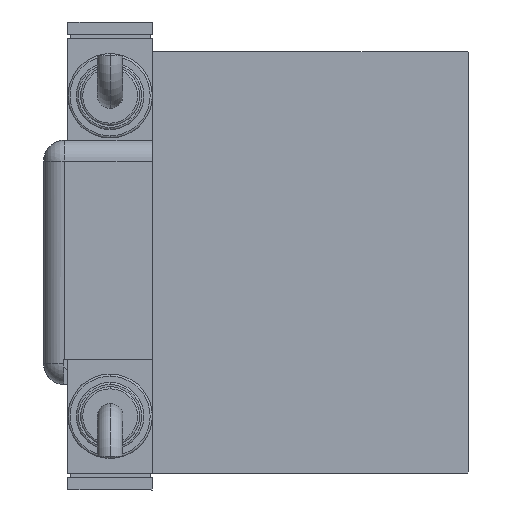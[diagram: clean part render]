
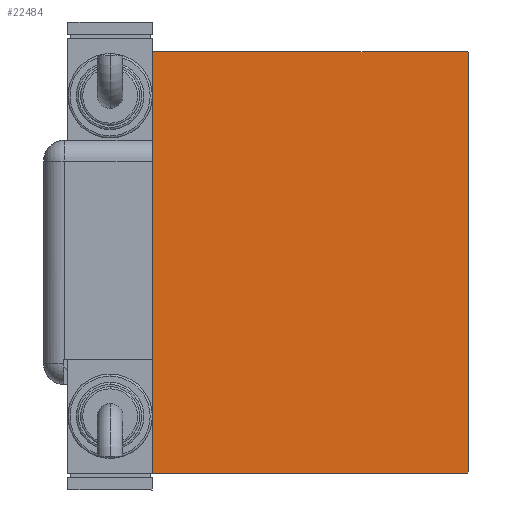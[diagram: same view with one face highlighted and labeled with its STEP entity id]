
A CAD part, left-side view. The second image highlights one B-rep face of the part: STEP entity #22484.
In plain terms, the highlighted face is planar.
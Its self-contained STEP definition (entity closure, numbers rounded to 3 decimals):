
#879 = VERTEX_POINT ( 'NONE', #24085 ) ;
#1937 = DIRECTION ( 'NONE',  ( 0., 1., 0. ) ) ;
#3669 = LINE ( 'NONE', #4573, #54542 ) ;
#4573 = CARTESIAN_POINT ( 'NONE',  ( 193., -37.5, 50. ) ) ;
#4674 = EDGE_CURVE ( 'NONE', #31621, #42839, #37942, .T. ) ;
#4928 = VERTEX_POINT ( 'NONE', #32009 ) ;
#5321 = LINE ( 'NONE', #47019, #35680 ) ;
#5978 = DIRECTION ( 'NONE',  ( 0., 0.707, -0.707 ) ) ;
#6052 = EDGE_CURVE ( 'NONE', #4928, #36825, #13828, .T. ) ;
#6309 = CARTESIAN_POINT ( 'NONE',  ( 193., 43.6, -43.6 ) ) ;
#7397 = EDGE_CURVE ( 'NONE', #879, #22984, #5321, .T. ) ;
#8646 = ORIENTED_EDGE ( 'NONE', *, *, #41051, .T. ) ;
#8778 = DIRECTION ( 'NONE',  ( 0., 0., -1. ) ) ;
#10311 = ORIENTED_EDGE ( 'NONE', *, *, #27568, .T. ) ;
#10341 = DIRECTION ( 'NONE',  ( 0., -1., 0. ) ) ;
#10958 = LINE ( 'NONE', #34039, #51862 ) ;
#12283 = CARTESIAN_POINT ( 'NONE',  ( 193., 37.5, 49.7 ) ) ;
#12497 = FACE_OUTER_BOUND ( 'NONE', #20850, .T. ) ;
#13828 = LINE ( 'NONE', #56696, #23182 ) ;
#14632 = DIRECTION ( 'NONE',  ( 0., 0., 1. ) ) ;
#14976 = VERTEX_POINT ( 'NONE', #39143 ) ;
#15759 = ORIENTED_EDGE ( 'NONE', *, *, #7397, .T. ) ;
#17037 = EDGE_CURVE ( 'NONE', #22984, #31621, #31650, .T. ) ;
#19634 = CARTESIAN_POINT ( 'NONE',  ( 193., 37.5, 50. ) ) ;
#20850 = EDGE_LOOP ( 'NONE', ( #8646, #54338, #15759, #26393, #58510, #56290, #10311, #59069 ) ) ;
#22380 = DIRECTION ( 'NONE',  ( 0., -0.707, 0.707 ) ) ;
#22484 = ADVANCED_FACE ( 'NONE', ( #12497 ), #46595, .T. ) ;
#22984 = VERTEX_POINT ( 'NONE', #12283 ) ;
#23182 = VECTOR ( 'NONE', #5978, 1000. ) ;
#23455 = LINE ( 'NONE', #6309, #48733 ) ;
#24085 = CARTESIAN_POINT ( 'NONE',  ( 193., 37.5, -49.7 ) ) ;
#25738 = DIRECTION ( 'NONE',  ( 0., -0.707, -0.707 ) ) ;
#26393 = ORIENTED_EDGE ( 'NONE', *, *, #17037, .T. ) ;
#27568 = EDGE_CURVE ( 'NONE', #14976, #4928, #3669, .T. ) ;
#28699 = CARTESIAN_POINT ( 'NONE',  ( 193., -37.2, 50. ) ) ;
#30772 = CARTESIAN_POINT ( 'NONE',  ( 193., 0., 0. ) ) ;
#31621 = VERTEX_POINT ( 'NONE', #31958 ) ;
#31650 = LINE ( 'NONE', #35877, #57004 ) ;
#31823 = CARTESIAN_POINT ( 'NONE',  ( 193., -37.2, -50. ) ) ;
#31958 = CARTESIAN_POINT ( 'NONE',  ( 193., 37.2, 50. ) ) ;
#32009 = CARTESIAN_POINT ( 'NONE',  ( 193., -37.5, -49.7 ) ) ;
#34039 = CARTESIAN_POINT ( 'NONE',  ( 193., -37.5, -50. ) ) ;
#35135 = EDGE_CURVE ( 'NONE', #48652, #879, #23455, .T. ) ;
#35296 = DIRECTION ( 'NONE',  ( 1., 0., 0. ) ) ;
#35680 = VECTOR ( 'NONE', #14632, 1000. ) ;
#35877 = CARTESIAN_POINT ( 'NONE',  ( 193., 43.6, 43.6 ) ) ;
#36825 = VERTEX_POINT ( 'NONE', #31823 ) ;
#37052 = AXIS2_PLACEMENT_3D ( 'NONE', #30772, #35296, #45720 ) ;
#37942 = LINE ( 'NONE', #19634, #38450 ) ;
#38450 = VECTOR ( 'NONE', #10341, 1000. ) ;
#39143 = CARTESIAN_POINT ( 'NONE',  ( 193., -37.5, 49.7 ) ) ;
#39253 = LINE ( 'NONE', #53970, #50413 ) ;
#41051 = EDGE_CURVE ( 'NONE', #36825, #48652, #10958, .T. ) ;
#42839 = VERTEX_POINT ( 'NONE', #28699 ) ;
#45720 = DIRECTION ( 'NONE',  ( 0., 0., -1. ) ) ;
#46091 = CARTESIAN_POINT ( 'NONE',  ( 193., 37.2, -50. ) ) ;
#46595 = PLANE ( 'NONE',  #37052 ) ;
#47019 = CARTESIAN_POINT ( 'NONE',  ( 193., 37.5, -50. ) ) ;
#48652 = VERTEX_POINT ( 'NONE', #46091 ) ;
#48733 = VECTOR ( 'NONE', #51944, 1000. ) ;
#50413 = VECTOR ( 'NONE', #25738, 1000. ) ;
#51862 = VECTOR ( 'NONE', #1937, 1000. ) ;
#51944 = DIRECTION ( 'NONE',  ( 0., 0.707, 0.707 ) ) ;
#53970 = CARTESIAN_POINT ( 'NONE',  ( 193., -43.6, 43.6 ) ) ;
#54338 = ORIENTED_EDGE ( 'NONE', *, *, #35135, .T. ) ;
#54542 = VECTOR ( 'NONE', #8778, 1000. ) ;
#56290 = ORIENTED_EDGE ( 'NONE', *, *, #57714, .T. ) ;
#56696 = CARTESIAN_POINT ( 'NONE',  ( 193., -43.6, -43.6 ) ) ;
#57004 = VECTOR ( 'NONE', #22380, 1000. ) ;
#57714 = EDGE_CURVE ( 'NONE', #42839, #14976, #39253, .T. ) ;
#58510 = ORIENTED_EDGE ( 'NONE', *, *, #4674, .T. ) ;
#59069 = ORIENTED_EDGE ( 'NONE', *, *, #6052, .T. ) ;
